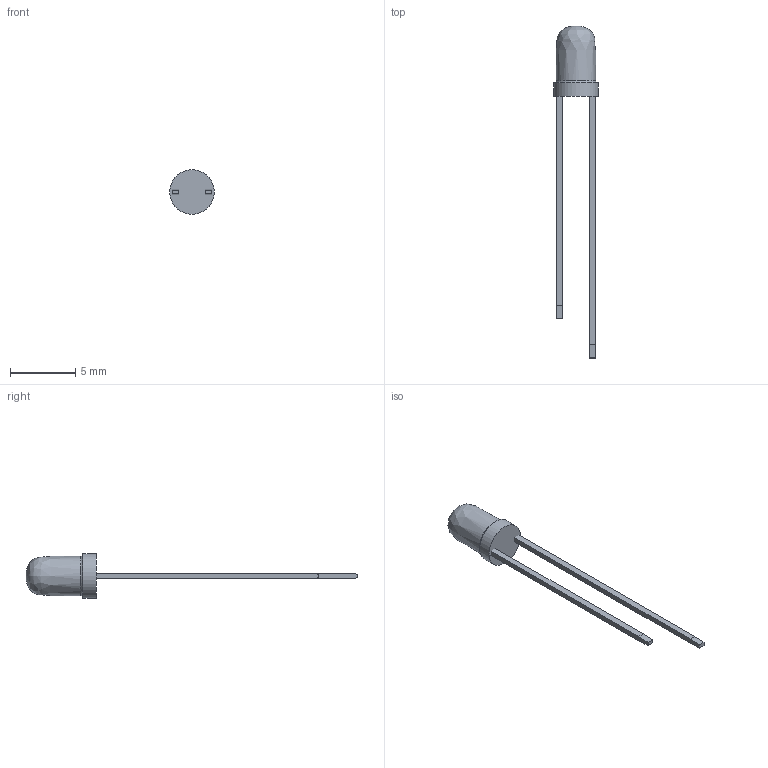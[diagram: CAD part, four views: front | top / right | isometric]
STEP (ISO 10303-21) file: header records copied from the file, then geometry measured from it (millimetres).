
FILE_DESCRIPTION(('HOOPS Exchange Step'),'2;1');
FILE_NAME('58087f435d4a39f897fa98ec1adb29b720220609-1-1aj1u94.SLDPRT.step','2022-06-09T21:33:14+00:00',('root'),('Unknown organisation'),'HOOPS Exchange 2021.0','HOOPS Exchange','Unknown authorisation');
FILE_SCHEMA( ('AUTOMOTIVE_DESIGN { 1 0 10303 214 1 1 1 1 }') );
Length unit declared in the file: millimetre
Products named in the file (2): Default; 58087f435d4a39f897fa98ec1adb29b720220609-1-1aj1u94
Assembly tree (1 placements, depth 2):
  58087f435d4a39f897fa98ec1adb29b720220609-1-1aj1u94
    Default
Bounding box: 3.4 x 25.35 x 3.4 mm (x, y, z)
Volume: 46.2 mm3; surface area: 144.7 mm2
Topology: 3 solids, 3 shells, 51 faces, 135 edges, 90 vertices
Faces by surface type: plane 30, cylinder 19, bspline 1, torus 1
Full cylindrical faces by diameter (mm): 3.4 x1
Entity records: 1680 total; most frequent: CARTESIAN_POINT 324, DIRECTION 281, ORIENTED_EDGE 268, EDGE_CURVE 134, AXIS2_PLACEMENT_3D 95, VECTOR 91, LINE 91, VERTEX_POINT 90
